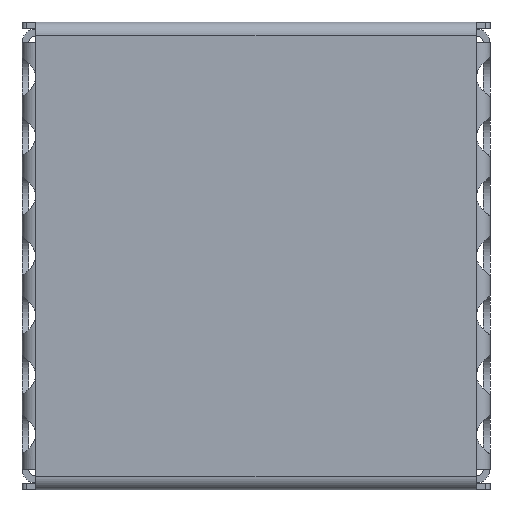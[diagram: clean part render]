
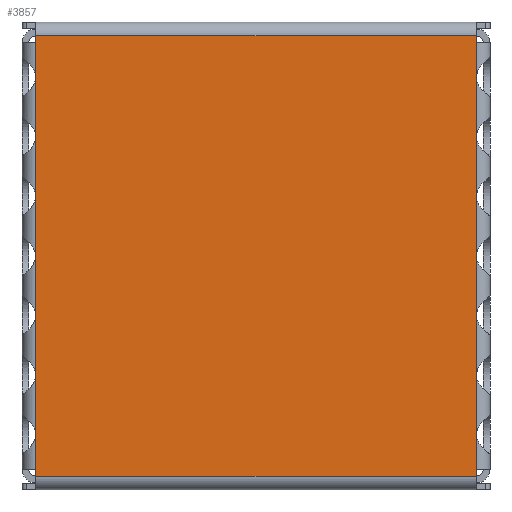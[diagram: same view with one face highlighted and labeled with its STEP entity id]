
A CAD part, front view. The second image highlights one B-rep face of the part: STEP entity #3857.
In plain terms, the highlighted planar face has unit normal (0, -1, 0).
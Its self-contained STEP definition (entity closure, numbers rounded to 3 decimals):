
#211=PLANE('',#4216);
#407=FACE_OUTER_BOUND('',#649,.T.);
#649=EDGE_LOOP('',(#3562,#3563,#3564,#3565,#3566,#3567,#3568,#3569));
#986=LINE('',#7207,#1354);
#988=LINE('',#7213,#1356);
#991=LINE('',#7222,#1359);
#994=LINE('',#7228,#1362);
#999=LINE('',#7241,#1367);
#1008=LINE('',#7266,#1376);
#1014=LINE('',#7278,#1382);
#1016=LINE('',#7282,#1384);
#1354=VECTOR('',#5197,100.275);
#1356=VECTOR('',#5205,100.275);
#1359=VECTOR('',#5216,1.687);
#1362=VECTOR('',#5221,1.687);
#1367=VECTOR('',#5236,103.65);
#1376=VECTOR('',#5267,103.65);
#1382=VECTOR('',#5283,1.687);
#1384=VECTOR('',#5289,1.688);
#1871=VERTEX_POINT('',#7191);
#1874=VERTEX_POINT('',#7201);
#1875=VERTEX_POINT('',#7205);
#1876=VERTEX_POINT('',#7209);
#1878=VERTEX_POINT('',#7221);
#1880=VERTEX_POINT('',#7227);
#1883=VERTEX_POINT('',#7240);
#1887=VERTEX_POINT('',#7252);
#2408=EDGE_CURVE('',#1874,#1875,#986,.T.);
#2411=EDGE_CURVE('',#1876,#1871,#988,.T.);
#2415=EDGE_CURVE('',#1878,#1876,#991,.T.);
#2418=EDGE_CURVE('',#1880,#1874,#994,.T.);
#2425=EDGE_CURVE('',#1883,#1878,#999,.T.);
#2439=EDGE_CURVE('',#1887,#1880,#1008,.T.);
#2446=EDGE_CURVE('',#1871,#1887,#1014,.T.);
#2448=EDGE_CURVE('',#1875,#1883,#1016,.T.);
#3562=ORIENTED_EDGE('',*,*,#2415,.T.);
#3563=ORIENTED_EDGE('',*,*,#2411,.T.);
#3564=ORIENTED_EDGE('',*,*,#2446,.T.);
#3565=ORIENTED_EDGE('',*,*,#2439,.T.);
#3566=ORIENTED_EDGE('',*,*,#2418,.T.);
#3567=ORIENTED_EDGE('',*,*,#2408,.T.);
#3568=ORIENTED_EDGE('',*,*,#2448,.T.);
#3569=ORIENTED_EDGE('',*,*,#2425,.T.);
#3857=ADVANCED_FACE('',(#407),#211,.F.);
#4216=AXIS2_PLACEMENT_3D('',#7287,#5297,#5298);
#5197=DIRECTION('',(0.,0.,1.));
#5205=DIRECTION('',(0.,0.,-1.));
#5216=DIRECTION('',(0.,0.,-1.));
#5221=DIRECTION('',(0.,0.,1.));
#5236=DIRECTION('',(-1.,0.,0.));
#5267=DIRECTION('',(1.,0.,0.));
#5283=DIRECTION('',(0.,0.,-1.));
#5289=DIRECTION('',(0.,0.,1.));
#5297=DIRECTION('center_axis',(0.,1.,0.));
#5298=DIRECTION('ref_axis',(0.,0.,1.));
#7191=CARTESIAN_POINT('',(-51.825,0.,-50.138));
#7201=CARTESIAN_POINT('',(51.825,0.,-50.138));
#7205=CARTESIAN_POINT('',(51.825,0.,50.138));
#7207=CARTESIAN_POINT('',(51.825,0.,-25.913));
#7209=CARTESIAN_POINT('',(-51.825,0.,50.138));
#7213=CARTESIAN_POINT('',(-51.825,0.,25.913));
#7221=CARTESIAN_POINT('',(-51.825,0.,51.825));
#7222=CARTESIAN_POINT('',(-51.825,0.,25.913));
#7227=CARTESIAN_POINT('',(51.825,0.,-51.825));
#7228=CARTESIAN_POINT('',(51.825,0.,-25.913));
#7240=CARTESIAN_POINT('',(51.825,0.,51.825));
#7241=CARTESIAN_POINT('',(27.5,0.,51.825));
#7252=CARTESIAN_POINT('',(-51.825,0.,-51.825));
#7266=CARTESIAN_POINT('',(-27.5,0.,-51.825));
#7278=CARTESIAN_POINT('',(-51.825,0.,25.913));
#7282=CARTESIAN_POINT('',(51.825,0.,-25.913));
#7287=CARTESIAN_POINT('Origin',(0.,0.,0.));
